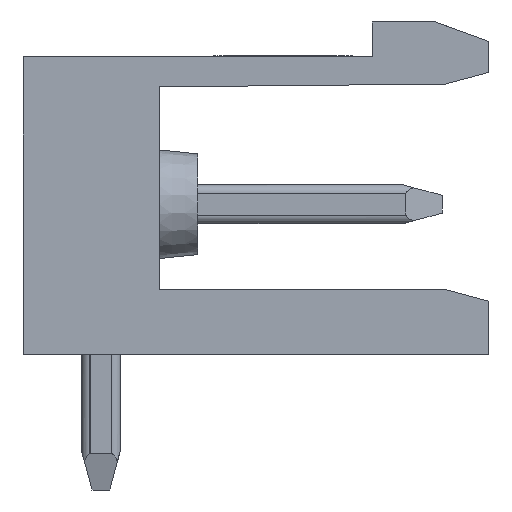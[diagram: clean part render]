
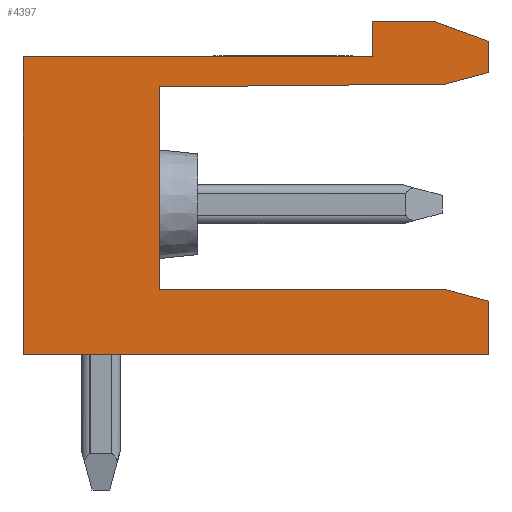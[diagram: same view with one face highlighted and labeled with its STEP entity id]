
A CAD part, left-side view. The second image highlights one B-rep face of the part: STEP entity #4397.
In plain terms, the highlighted planar face has unit normal (-1, 0, 0).
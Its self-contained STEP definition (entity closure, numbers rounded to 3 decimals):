
#4397=ADVANCED_FACE('',(#8261),#8262,.F.);
#8261=FACE_OUTER_BOUND('',#29233,.T.);
#8262=PLANE('',#29234);
#29233=EDGE_LOOP('',(#35015,#35016,#35017,#35018,#35019,#35020,#35021,#35022,#35023,#35024,#35025,#35026,#35027));
#29234=AXIS2_PLACEMENT_3D('',#35028,#35029,#35030);
#35015=ORIENTED_EDGE('',*,*,#39368,.T.);
#35016=ORIENTED_EDGE('',*,*,#39369,.T.);
#35017=ORIENTED_EDGE('',*,*,#39370,.T.);
#35018=ORIENTED_EDGE('',*,*,#39371,.T.);
#35019=ORIENTED_EDGE('',*,*,#39372,.T.);
#35020=ORIENTED_EDGE('',*,*,#39373,.T.);
#35021=ORIENTED_EDGE('',*,*,#39374,.T.);
#35022=ORIENTED_EDGE('',*,*,#39375,.T.);
#35023=ORIENTED_EDGE('',*,*,#39376,.T.);
#35024=ORIENTED_EDGE('',*,*,#39377,.T.);
#35025=ORIENTED_EDGE('',*,*,#39378,.T.);
#35026=ORIENTED_EDGE('',*,*,#39379,.F.);
#35027=ORIENTED_EDGE('',*,*,#39380,.F.);
#35028=CARTESIAN_POINT('',(0.,13.204,10.898));
#35029=DIRECTION('',(1.0,0.,0.));
#35030=DIRECTION('',(0.,0.,1.0));
#39368=EDGE_CURVE('',#42029,#42030,#42031,.F.);
#39369=EDGE_CURVE('',#42030,#42032,#42033,.F.);
#39370=EDGE_CURVE('',#42032,#42034,#42035,.F.);
#39371=EDGE_CURVE('',#42034,#42036,#42037,.F.);
#39372=EDGE_CURVE('',#42036,#42038,#42039,.F.);
#39373=EDGE_CURVE('',#42038,#42040,#42041,.F.);
#39374=EDGE_CURVE('',#42040,#42042,#42043,.F.);
#39375=EDGE_CURVE('',#42042,#42044,#42045,.F.);
#39376=EDGE_CURVE('',#42044,#42046,#42047,.F.);
#39377=EDGE_CURVE('',#42046,#42048,#42049,.F.);
#39378=EDGE_CURVE('',#42048,#42050,#42051,.F.);
#39379=EDGE_CURVE('',#42052,#42050,#42053,.F.);
#39380=EDGE_CURVE('',#42029,#42052,#42054,.F.);
#42029=VERTEX_POINT('',#45909);
#42030=VERTEX_POINT('',#45910);
#42031=LINE('',#45911,#45912);
#42032=VERTEX_POINT('',#45913);
#42033=LINE('',#45914,#45915);
#42034=VERTEX_POINT('',#45916);
#42035=LINE('',#45917,#45918);
#42036=VERTEX_POINT('',#45919);
#42037=LINE('',#45920,#45921);
#42038=VERTEX_POINT('',#45922);
#42039=LINE('',#45923,#45924);
#42040=VERTEX_POINT('',#45925);
#42041=LINE('',#45926,#45927);
#42042=VERTEX_POINT('',#45928);
#42043=LINE('',#45929,#45930);
#42044=VERTEX_POINT('',#45931);
#42045=LINE('',#45932,#45933);
#42046=VERTEX_POINT('',#45934);
#42047=LINE('',#45935,#45936);
#42048=VERTEX_POINT('',#45937);
#42049=LINE('',#45938,#45939);
#42050=VERTEX_POINT('',#45940);
#42051=LINE('',#45941,#45942);
#42052=VERTEX_POINT('',#45943);
#42053=LINE('',#45944,#45945);
#42054=LINE('',#45946,#45947);
#45909=CARTESIAN_POINT('',(0.,8.5,1.67));
#45910=CARTESIAN_POINT('',(0.,8.5,6.897));
#45911=CARTESIAN_POINT('',(0.,8.5,6.599));
#45912=VECTOR('',#49451,1.0);
#45913=CARTESIAN_POINT('',(0.,1.12,6.97));
#45914=CARTESIAN_POINT('',(0.,7.329,6.908));
#45915=VECTOR('',#49452,1.0);
#45916=CARTESIAN_POINT('',(0.,0.,7.27));
#45917=CARTESIAN_POINT('',(0.,6.285,5.586));
#45918=VECTOR('',#49453,1.0);
#45919=CARTESIAN_POINT('',(0.,0.,8.07));
#45920=CARTESIAN_POINT('',(0.,0.,5.449));
#45921=VECTOR('',#49454,1.0);
#45922=CARTESIAN_POINT('',(0.,1.374,8.57));
#45923=CARTESIAN_POINT('',(0.,6.284,10.357));
#45924=VECTOR('',#49455,1.0);
#45925=CARTESIAN_POINT('',(0.,3.,8.57));
#45926=CARTESIAN_POINT('',(0.,8.102,8.57));
#45927=VECTOR('',#49456,1.0);
#45928=CARTESIAN_POINT('',(0.,3.,7.67));
#45929=CARTESIAN_POINT('',(0.,3.,9.734));
#45930=VECTOR('',#49457,1.0);
#45931=CARTESIAN_POINT('',(0.,12.0,7.67));
#45932=CARTESIAN_POINT('',(0.,10.852,7.67));
#45933=VECTOR('',#49458,1.0);
#45934=CARTESIAN_POINT('',(0.,12.0,0.));
#45935=CARTESIAN_POINT('',(0.,12.0,9.284));
#45936=VECTOR('',#49459,1.0);
#45937=CARTESIAN_POINT('',(0.,0.,0.));
#45938=CARTESIAN_POINT('',(0.,10.352,0.0));
#45939=VECTOR('',#49460,1.0);
#45940=CARTESIAN_POINT('',(0.,0.,1.37));
#45941=CARTESIAN_POINT('',(0.,0.,5.449));
#45942=VECTOR('',#49461,1.0);
#45943=CARTESIAN_POINT('',(0.,1.12,1.67));
#45944=CARTESIAN_POINT('',(0.,7.911,3.49));
#45945=VECTOR('',#49462,1.0);
#45946=CARTESIAN_POINT('',(0.,6.602,1.67));
#45947=VECTOR('',#49463,1.0);
#49451=DIRECTION('',(0.,0.,-1.0));
#49452=DIRECTION('',(0.,1.,-0.01));
#49453=DIRECTION('',(0.,0.966,-0.259));
#49454=DIRECTION('',(0.,0.,-1.0));
#49455=DIRECTION('',(0.,-0.94,-0.342));
#49456=DIRECTION('',(0.,-1.0,0.));
#49457=DIRECTION('',(0.,0.,1.0));
#49458=DIRECTION('',(0.,-1.0,0.));
#49459=DIRECTION('',(0.,0.,1.0));
#49460=DIRECTION('',(0.,1.0,0.));
#49461=DIRECTION('',(0.,0.,-1.0));
#49462=DIRECTION('',(0.,0.966,0.259));
#49463=DIRECTION('',(0.,1.0,0.));
